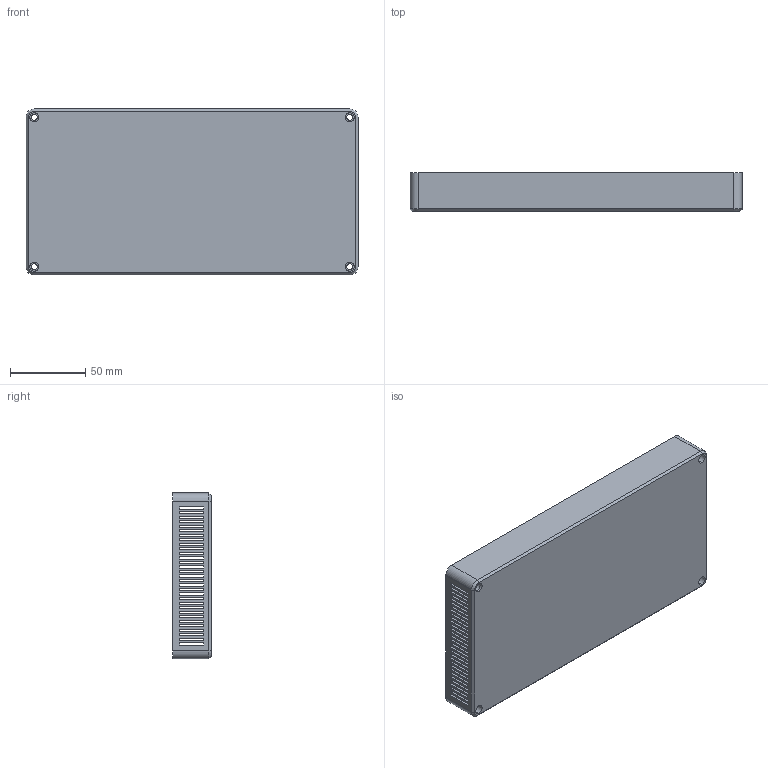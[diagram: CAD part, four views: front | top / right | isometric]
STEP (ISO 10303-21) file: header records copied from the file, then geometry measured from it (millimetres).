
FILE_DESCRIPTION (( 'STEP AP214' ), '1' );
FILE_NAME ('battery_box.STEP', '2023-12-02T18:52:13', ( '' ), ( '' ), '', '', '' );
FILE_SCHEMA (( 'AUTOMOTIVE_DESIGN' ));
Length unit declared in the file: millimetre
Products named in the file (1): battery_box
Bounding box: 220 x 25.5 x 110 mm (x, y, z)
Volume: 87576.7 mm3; surface area: 83357.2 mm2
Topology: 1 solids, 1 shells, 311 faces, 896 edges, 592 vertices
Faces by surface type: plane 279, cylinder 24, cone 8
Entity records: 10305 total; most frequent: CARTESIAN_POINT 1800, ORIENTED_EDGE 1792, DIRECTION 1576, EDGE_CURVE 896, VECTOR 840, LINE 840, VERTEX_POINT 592, EDGE_LOOP 448
